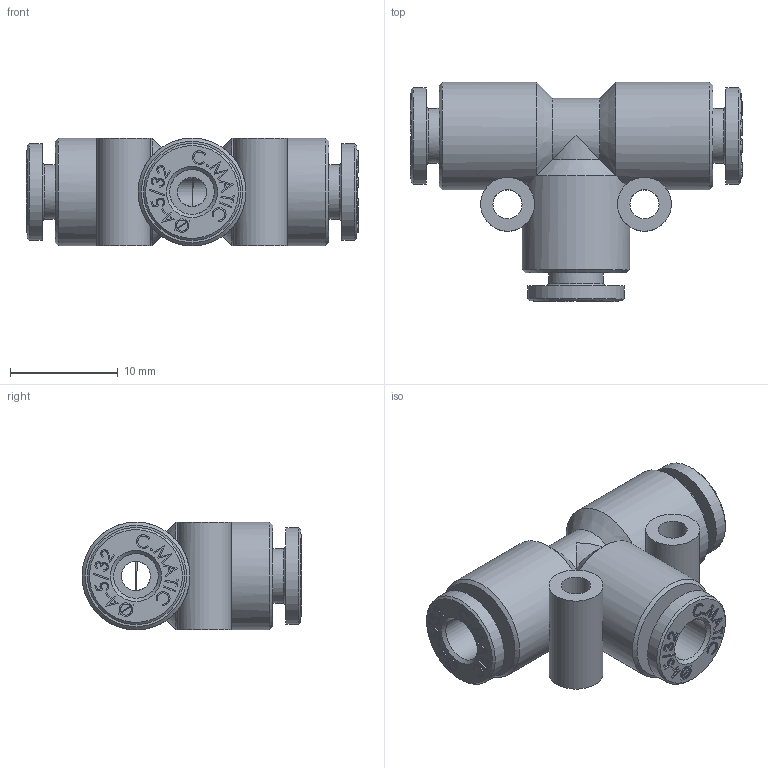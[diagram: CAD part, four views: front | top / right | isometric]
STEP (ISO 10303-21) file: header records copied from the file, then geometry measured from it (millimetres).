
FILE_DESCRIPTION( ( 'STEP AP214' ), '1' );
FILE_NAME( 'psolqas_5044_40.stp', '2021-03-04T17:01:10', ( 'License CC BY-ND 4.0' ), ( 'CADENAS' ), ' ', 'PARTsolutions', ' ' );
FILE_SCHEMA( ( 'AUTOMOTIVE_DESIGN { 1 0 10303 214 1 1 1 1 }' ) );
Length unit declared in the file: metre
Products named in the file (1): Rivoluzione2
Bounding box: 30.8 x 20.4 x 10 mm (x, y, z)
Volume: 2490.9 mm3; surface area: 2546.1 mm2
Topology: 1 solids, 1 shells, 545 faces, 1429 edges, 950 vertices
Faces by surface type: plane 322, bspline 186, cylinder 21, cone 16
Full cylindrical faces by diameter (mm): 2.7 x4, 4.15 x3, 5 x2, 5.1 x3, 9 x3, 10 x3
Entity records: 30778 total; most frequent: CARTESIAN_POINT 14410, ORIENTED_EDGE 2776, DIRECTION 1766, EDGE_CURVE 1388, LINE 942, VECTOR 942, VERTEX_POINT 940, EDGE_LOOP 648
